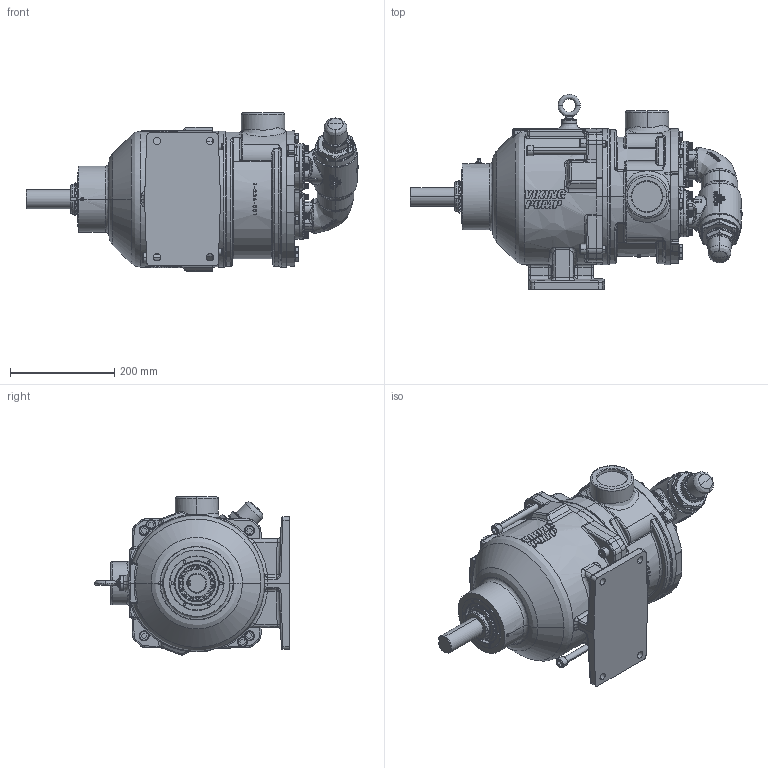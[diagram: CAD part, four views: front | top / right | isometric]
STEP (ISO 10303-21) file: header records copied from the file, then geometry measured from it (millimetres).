
FILE_DESCRIPTION (( 'STEP AP214' ), '1' );
FILE_NAME ('L8124A.STEP', '2017-08-24T20:35:47', ( '' ), ( '' ), 'SwSTEP 2.0', 'SolidWorks 2016', '' );
FILE_SCHEMA (( 'AUTOMOTIVE_DESIGN' ));
Length unit declared in the file: inch
Products named in the file (2): L8124A
Bounding box: 636.06 x 373.89 x 303.42 mm (x, y, z)
Volume: 21279259.2 mm3; surface area: 693121.1 mm2
Topology: 1 solids, 1 shells, 3035 faces, 7854 edges, 4893 vertices
Faces by surface type: bspline 1214, plane 1118, cylinder 456, cone 247
Entity records: 220463 total; most frequent: CARTESIAN_POINT 136475, ORIENTED_EDGE 15550, DIRECTION 9758, EDGE_CURVE 7775, VERTEX_POINT 4893, AXIS2_PLACEMENT_3D 3472, EDGE_LOOP 3208, B_SPLINE_CURVE_WITH_KNOTS 3086
